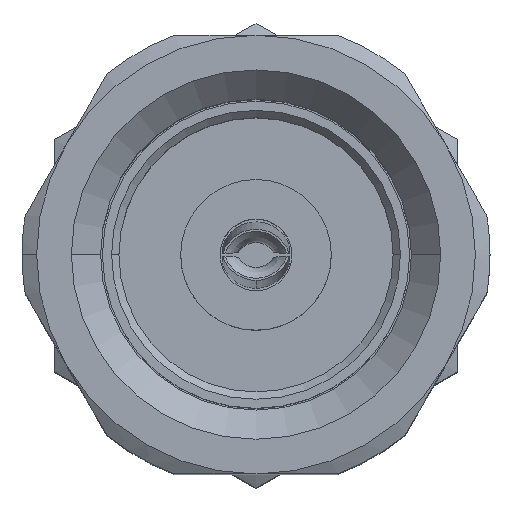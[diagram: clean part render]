
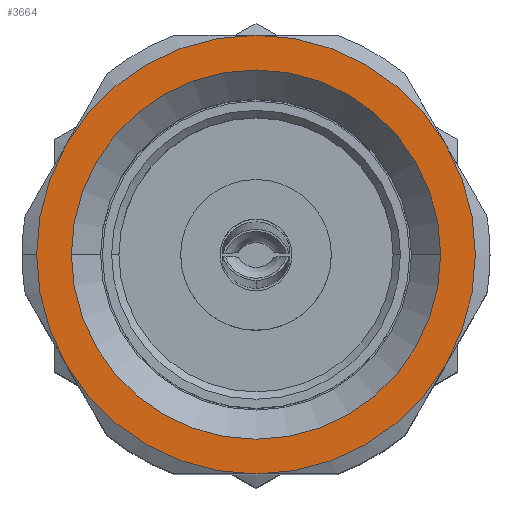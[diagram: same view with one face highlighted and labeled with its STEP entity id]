
A CAD part, top view. The second image highlights one B-rep face of the part: STEP entity #3664.
In plain terms, the highlighted planar face has unit normal (0, 0, 1).
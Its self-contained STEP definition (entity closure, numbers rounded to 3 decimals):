
#57 = CARTESIAN_POINT ( 'NONE',  ( 0., 0., 1.905 ) ) ;
#94 = CIRCLE ( 'NONE', #4274, 2.525 ) ;
#117 = EDGE_CURVE ( 'NONE', #3185, #335, #2032, .T. ) ;
#196 = ORIENTED_EDGE ( 'NONE', *, *, #4322, .T. ) ;
#203 = CIRCLE ( 'NONE', #2016, 3. ) ;
#307 = DIRECTION ( 'NONE',  ( 0., 0., -1. ) ) ;
#309 = DIRECTION ( 'NONE',  ( 1., 0., 0. ) ) ;
#335 = VERTEX_POINT ( 'NONE', #1280 ) ;
#378 = ORIENTED_EDGE ( 'NONE', *, *, #2848, .T. ) ;
#428 = AXIS2_PLACEMENT_3D ( 'NONE', #958, #2801, #4517 ) ;
#454 = CARTESIAN_POINT ( 'NONE',  ( 0., 0., 1.905 ) ) ;
#569 = VERTEX_POINT ( 'NONE', #1254 ) ;
#590 = ORIENTED_EDGE ( 'NONE', *, *, #4563, .T. ) ;
#601 = AXIS2_PLACEMENT_3D ( 'NONE', #5424, #2541, #2247 ) ;
#682 = CARTESIAN_POINT ( 'NONE',  ( 0., 0., 1.905 ) ) ;
#717 = DIRECTION ( 'NONE',  ( 1., 0., 0. ) ) ;
#750 = ORIENTED_EDGE ( 'NONE', *, *, #2955, .T. ) ;
#754 = EDGE_CURVE ( 'NONE', #335, #3185, #94, .T. ) ;
#778 = CARTESIAN_POINT ( 'NONE',  ( 0., 3., 1.905 ) ) ;
#841 = EDGE_LOOP ( 'NONE', ( #4721, #1697 ) ) ;
#872 = DIRECTION ( 'NONE',  ( 1., 0., 0. ) ) ;
#931 = DIRECTION ( 'NONE',  ( 0., 0., -1. ) ) ;
#958 = CARTESIAN_POINT ( 'NONE',  ( 0., 0., 1.905 ) ) ;
#959 = EDGE_CURVE ( 'NONE', #569, #2958, #1681, .T. ) ;
#1254 = CARTESIAN_POINT ( 'NONE',  ( -3., 0., 1.905 ) ) ;
#1280 = CARTESIAN_POINT ( 'NONE',  ( 2.525, 0., 1.905 ) ) ;
#1303 = CARTESIAN_POINT ( 'NONE',  ( 0., -3., 1.905 ) ) ;
#1471 = DIRECTION ( 'NONE',  ( 0., 0., 1. ) ) ;
#1481 = VERTEX_POINT ( 'NONE', #1303 ) ;
#1526 = FACE_BOUND ( 'NONE', #841, .T. ) ;
#1559 = EDGE_LOOP ( 'NONE', ( #750, #2984, #2922, #3036, #378, #590, #196 ) ) ;
#1671 = CIRCLE ( 'NONE', #2411, 3. ) ;
#1681 = CIRCLE ( 'NONE', #601, 3. ) ;
#1697 = ORIENTED_EDGE ( 'NONE', *, *, #117, .T. ) ;
#1820 = CARTESIAN_POINT ( 'NONE',  ( 0., 0., 1.905 ) ) ;
#1881 = VERTEX_POINT ( 'NONE', #778 ) ;
#2016 = AXIS2_PLACEMENT_3D ( 'NONE', #1820, #1471, #2523 ) ;
#2032 = CIRCLE ( 'NONE', #4265, 2.525 ) ;
#2046 = CIRCLE ( 'NONE', #4629, 3. ) ;
#2062 = CIRCLE ( 'NONE', #428, 3. ) ;
#2247 = DIRECTION ( 'NONE',  ( 1., 0., 0. ) ) ;
#2278 = CARTESIAN_POINT ( 'NONE',  ( 0., 0., 1.905 ) ) ;
#2411 = AXIS2_PLACEMENT_3D ( 'NONE', #4125, #4586, #309 ) ;
#2523 = DIRECTION ( 'NONE',  ( 1., 0., 0. ) ) ;
#2541 = DIRECTION ( 'NONE',  ( 0., 0., 1. ) ) ;
#2549 = FACE_OUTER_BOUND ( 'NONE', #1559, .T. ) ;
#2725 = DIRECTION ( 'NONE',  ( 1., 0., 0. ) ) ;
#2801 = DIRECTION ( 'NONE',  ( 0., 0., 1. ) ) ;
#2804 = DIRECTION ( 'NONE',  ( -1., 0., 0. ) ) ;
#2848 = EDGE_CURVE ( 'NONE', #2958, #1481, #2062, .T. ) ;
#2858 = DIRECTION ( 'NONE',  ( -1., 0., 0. ) ) ;
#2889 = EDGE_CURVE ( 'NONE', #4399, #569, #1671, .T. ) ;
#2922 = ORIENTED_EDGE ( 'NONE', *, *, #2889, .T. ) ;
#2929 = DIRECTION ( 'NONE',  ( -1., 0., 0. ) ) ;
#2955 = EDGE_CURVE ( 'NONE', #4264, #1881, #203, .T. ) ;
#2958 = VERTEX_POINT ( 'NONE', #4703 ) ;
#2984 = ORIENTED_EDGE ( 'NONE', *, *, #3171, .T. ) ;
#3036 = ORIENTED_EDGE ( 'NONE', *, *, #959, .T. ) ;
#3171 = EDGE_CURVE ( 'NONE', #1881, #4399, #4623, .T. ) ;
#3185 = VERTEX_POINT ( 'NONE', #4797 ) ;
#3195 = CARTESIAN_POINT ( 'NONE',  ( 2.598, -1.5, 1.905 ) ) ;
#3468 = DIRECTION ( 'NONE',  ( 0., 0., 1. ) ) ;
#3664 = ADVANCED_FACE ( 'NONE', ( #1526, #2549 ), #3778, .F. ) ;
#3778 = PLANE ( 'NONE',  #4312 ) ;
#3863 = CARTESIAN_POINT ( 'NONE',  ( 2.598, 1.5, 1.905 ) ) ;
#4071 = DIRECTION ( 'NONE',  ( 0., 0., 1. ) ) ;
#4125 = CARTESIAN_POINT ( 'NONE',  ( 0., 0., 1.905 ) ) ;
#4264 = VERTEX_POINT ( 'NONE', #3863 ) ;
#4265 = AXIS2_PLACEMENT_3D ( 'NONE', #4777, #931, #2929 ) ;
#4274 = AXIS2_PLACEMENT_3D ( 'NONE', #57, #5186, #2804 ) ;
#4312 = AXIS2_PLACEMENT_3D ( 'NONE', #682, #307, #2858 ) ;
#4322 = EDGE_CURVE ( 'NONE', #4617, #4264, #4696, .T. ) ;
#4353 = CARTESIAN_POINT ( 'NONE',  ( -2.598, 1.5, 1.905 ) ) ;
#4399 = VERTEX_POINT ( 'NONE', #4353 ) ;
#4440 = AXIS2_PLACEMENT_3D ( 'NONE', #454, #3468, #872 ) ;
#4517 = DIRECTION ( 'NONE',  ( 1., 0., 0. ) ) ;
#4563 = EDGE_CURVE ( 'NONE', #1481, #4617, #2046, .T. ) ;
#4586 = DIRECTION ( 'NONE',  ( 0., 0., 1. ) ) ;
#4617 = VERTEX_POINT ( 'NONE', #3195 ) ;
#4623 = CIRCLE ( 'NONE', #5109, 3. ) ;
#4629 = AXIS2_PLACEMENT_3D ( 'NONE', #2278, #5321, #2725 ) ;
#4696 = CIRCLE ( 'NONE', #4440, 3. ) ;
#4703 = CARTESIAN_POINT ( 'NONE',  ( -2.598, -1.5, 1.905 ) ) ;
#4721 = ORIENTED_EDGE ( 'NONE', *, *, #754, .T. ) ;
#4777 = CARTESIAN_POINT ( 'NONE',  ( 0., 0., 1.905 ) ) ;
#4797 = CARTESIAN_POINT ( 'NONE',  ( -2.525, 0., 1.905 ) ) ;
#4881 = CARTESIAN_POINT ( 'NONE',  ( 0., 0., 1.905 ) ) ;
#5109 = AXIS2_PLACEMENT_3D ( 'NONE', #4881, #4071, #717 ) ;
#5186 = DIRECTION ( 'NONE',  ( 0., 0., -1. ) ) ;
#5321 = DIRECTION ( 'NONE',  ( 0., 0., 1. ) ) ;
#5424 = CARTESIAN_POINT ( 'NONE',  ( 0., 0., 1.905 ) ) ;
